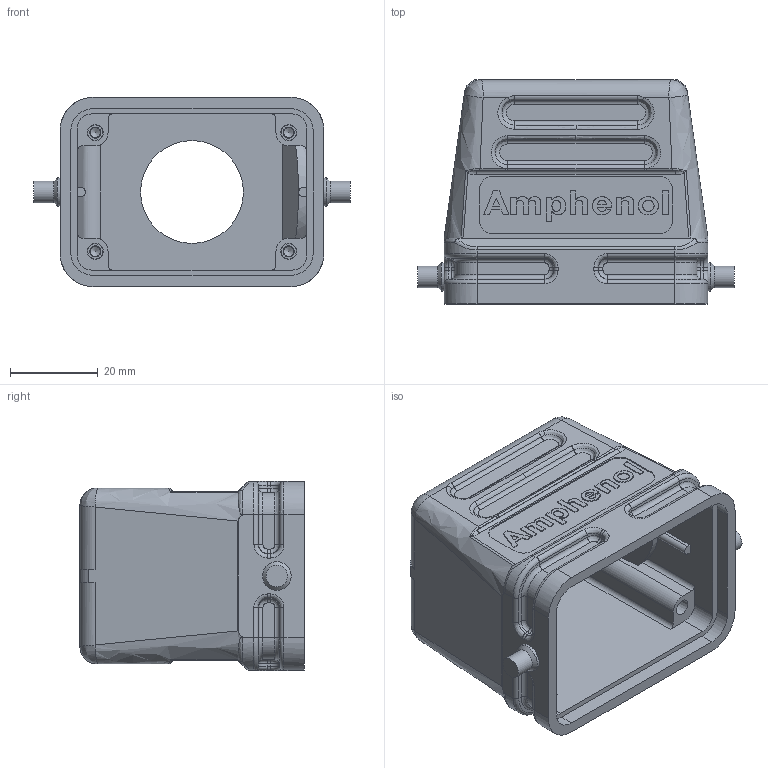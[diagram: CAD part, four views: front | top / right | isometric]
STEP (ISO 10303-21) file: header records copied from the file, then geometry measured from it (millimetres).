
FILE_DESCRIPTION(/* description */ (''),/* implementation_level */ '2;1');
FILE_NAME(/* name */ 'c146 50r006 607 1nxc001-05.stp',/* time_stamp */ '2020-07-30T08:25:26+02:00',/* author */ (''),/* organization */ (''),/* preprocessor_version */ 'ST-DEVELOPER v16.7',/* originating_system */ 'SIEMENS PLM Software NX 12.0',/* authorisation */ '');
FILE_SCHEMA (('AUTOMOTIVE_DESIGN { 1 0 10303 214 3 1 1 1 }'));
Length unit declared in the file: millimetre
Products named in the file (1): c146 50r006 607 1nxc001-05
Bounding box: 72 x 51 x 43 mm (x, y, z)
Volume: 32818.1 mm3; surface area: 22025.9 mm2
Topology: 1 solids, 1 shells, 521 faces, 1306 edges, 800 vertices
Faces by surface type: plane 167, bspline 136, cylinder 133, extrusion 66, cone 19
Full cylindrical faces by diameter (mm): 2.5 x4, 4.9 x2, 6.5 x2, 23.38 x1
Entity records: 21965 total; most frequent: CARTESIAN_POINT 7324, ORIENTED_EDGE 2496, DIRECTION 2023, EDGE_CURVE 1248, VERTEX_POINT 785, AXIS2_PLACEMENT_3D 684, VECTOR 655, LINE 589
